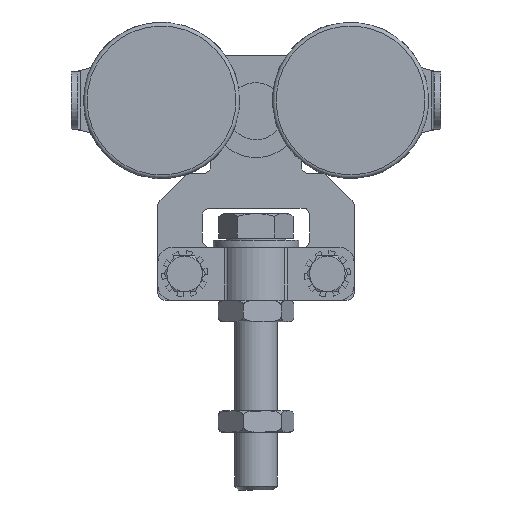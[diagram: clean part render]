
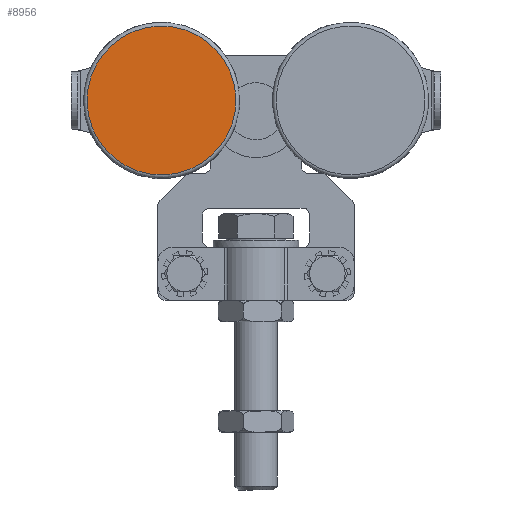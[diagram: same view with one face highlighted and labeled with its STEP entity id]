
A CAD part, front view. The second image highlights one B-rep face of the part: STEP entity #8956.
In plain terms, the highlighted planar face has unit normal (0, -1, 0).
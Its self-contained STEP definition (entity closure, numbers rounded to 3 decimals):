
#886=CIRCLE('',#9884,20.866);
#1378=FACE_OUTER_BOUND('',#1917,.T.);
#1917=EDGE_LOOP('',(#8129));
#4268=VERTEX_POINT('',#19042);
#5559=EDGE_CURVE('',#4268,#4268,#886,.T.);
#8129=ORIENTED_EDGE('',*,*,#5559,.F.);
#8462=PLANE('',#9896);
#8956=ADVANCED_FACE('',(#1378),#8462,.F.);
#9884=AXIS2_PLACEMENT_3D('',#19043,#12404,#12405);
#9896=AXIS2_PLACEMENT_3D('',#19087,#12429,#12430);
#12404=DIRECTION('center_axis',(0.,1.,0.));
#12405=DIRECTION('ref_axis',(0.664,0.,-0.748));
#12429=DIRECTION('center_axis',(0.,1.,0.));
#12430=DIRECTION('ref_axis',(0.,0.,
1.));
#19042=CARTESIAN_POINT('',(-42.107,-15.,-10.851));
#19043=CARTESIAN_POINT('Origin',(-26.5,-15.,3.));
#19087=CARTESIAN_POINT('Origin',(-26.5,-15.,3.));
